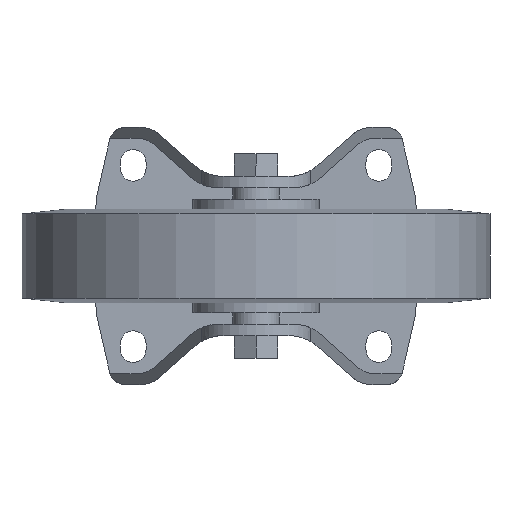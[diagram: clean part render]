
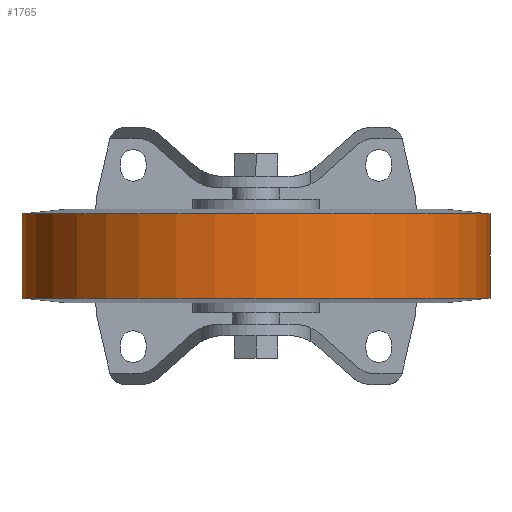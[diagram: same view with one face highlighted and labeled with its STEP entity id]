
A CAD part, front view. The second image highlights one B-rep face of the part: STEP entity #1765.
In plain terms, the highlighted cylindrical face has radius 100 mm (diameter 200 mm), a full revolution.
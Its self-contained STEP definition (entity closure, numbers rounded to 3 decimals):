
#890=ORIENTED_EDGE('',*,*,#1144,.T.);
#891=ORIENTED_EDGE('',*,*,#1143,.F.);
#1143=EDGE_CURVE('',#1313,#1313,#1379,.T.);
#1144=EDGE_CURVE('',#1314,#1314,#1380,.T.);
#1313=VERTEX_POINT('',#3026);
#1314=VERTEX_POINT('',#3029);
#1379=CIRCLE('',#1954,100.);
#1380=CIRCLE('',#1956,100.);
#1498=EDGE_LOOP('',(#890));
#1499=EDGE_LOOP('',(#891));
#1624=FACE_BOUND('',#1498,.T.);
#1625=FACE_BOUND('',#1499,.T.);
#1673=CYLINDRICAL_SURFACE('',#1955,100.);
#1765=ADVANCED_FACE('',(#1624,#1625),#1673,.T.);
#1954=AXIS2_PLACEMENT_3D('',#3025,#2460,#2461);
#1955=AXIS2_PLACEMENT_3D('',#3027,#2462,#2463);
#1956=AXIS2_PLACEMENT_3D('',#3028,#2464,#2465);
#2460=DIRECTION('',(0.,0.,-1.));
#2461=DIRECTION('',(-1.,0.,0.));
#2462=DIRECTION('',(0.,0.,-1.));
#2463=DIRECTION('',(-1.,0.,0.));
#2464=DIRECTION('',(0.,0.,-1.));
#2465=DIRECTION('',(-1.,0.,0.));
#3025=CARTESIAN_POINT('',(0.,0.,-18.));
#3026=CARTESIAN_POINT('',(-100.,0.,-18.));
#3027=CARTESIAN_POINT('',(0.,0.,0.));
#3028=CARTESIAN_POINT('',(0.,0.,18.));
#3029=CARTESIAN_POINT('',(-100.,0.,18.));
